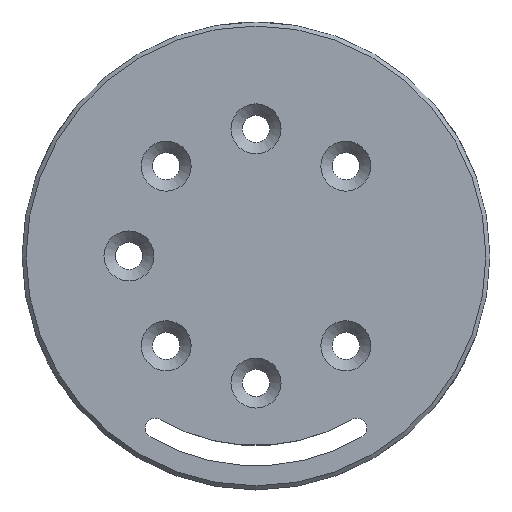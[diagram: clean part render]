
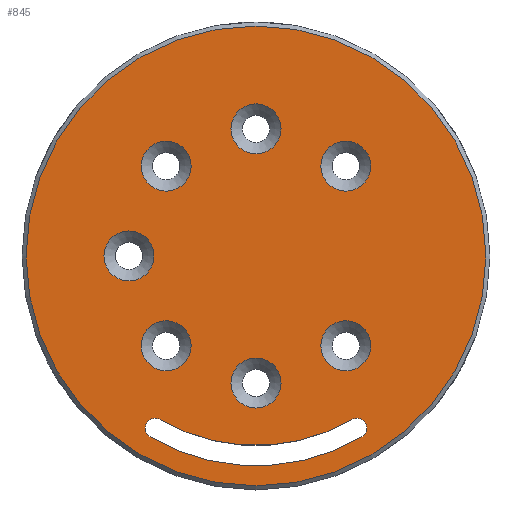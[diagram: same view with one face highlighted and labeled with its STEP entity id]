
A CAD part, top view. The second image highlights one B-rep face of the part: STEP entity #845.
In plain terms, the highlighted planar face has unit normal (0, 0, 1).
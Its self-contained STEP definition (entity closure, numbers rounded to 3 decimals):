
#2 = CARTESIAN_POINT ( 'NONE',  ( -8.037, -11.137, 7. ) ) ;
#8 = AXIS2_PLACEMENT_3D ( 'NONE', #278, #808, #817 ) ;
#13 = CARTESIAN_POINT ( 'NONE',  ( -12.65, 0., 7. ) ) ;
#20 = FACE_BOUND ( 'NONE', #1325, .T. ) ;
#28 = CARTESIAN_POINT ( 'NONE',  ( 28.5, 0., 7. ) ) ;
#36 = DIRECTION ( 'NONE',  ( 1., 0., 0. ) ) ;
#41 = DIRECTION ( 'NONE',  ( 1., 0., 0. ) ) ;
#45 = FACE_BOUND ( 'NONE', #171, .T. ) ;
#47 = EDGE_CURVE ( 'NONE', #881, #134, #301, .T. ) ;
#71 = AXIS2_PLACEMENT_3D ( 'NONE', #897, #247, #566 ) ;
#75 = ORIENTED_EDGE ( 'NONE', *, *, #47, .T. ) ;
#80 = EDGE_CURVE ( 'NONE', #855, #855, #1215, .T. ) ;
#92 = CARTESIAN_POINT ( 'NONE',  ( 14.237, 11.137, 7. ) ) ;
#100 = EDGE_CURVE ( 'NONE', #986, #1236, #1020, .T. ) ;
#103 = EDGE_LOOP ( 'NONE', ( #546, #1079, #713, #75 ) ) ;
#109 = EDGE_CURVE ( 'NONE', #963, #963, #542, .T. ) ;
#118 = ORIENTED_EDGE ( 'NONE', *, *, #1297, .F. ) ;
#134 = VERTEX_POINT ( 'NONE', #345 ) ;
#136 = EDGE_CURVE ( 'NONE', #406, #406, #424, .T. ) ;
#139 = CARTESIAN_POINT ( 'NONE',  ( 0., 15.75, 7. ) ) ;
#145 = EDGE_CURVE ( 'NONE', #302, #302, #641, .T. ) ;
#146 = DIRECTION ( 'NONE',  ( 0., 0., 1. ) ) ;
#147 = CIRCLE ( 'NONE', #1154, 28.5 ) ;
#149 = DIRECTION ( 'NONE',  ( 1., 0., 0. ) ) ;
#171 = EDGE_LOOP ( 'NONE', ( #495 ) ) ;
#178 = DIRECTION ( 'NONE',  ( 0., 0., 1. ) ) ;
#229 = CIRCLE ( 'NONE', #455, 3.1 ) ;
#230 = DIRECTION ( 'NONE',  ( 1., 0., 0. ) ) ;
#239 = CARTESIAN_POINT ( 'NONE',  ( -11.137, -11.137, 7. ) ) ;
#240 = EDGE_LOOP ( 'NONE', ( #742 ) ) ;
#246 = EDGE_CURVE ( 'NONE', #134, #986, #1270, .T. ) ;
#247 = DIRECTION ( 'NONE',  ( 0., 0., 1. ) ) ;
#249 = FACE_BOUND ( 'NONE', #792, .T. ) ;
#251 = DIRECTION ( 'NONE',  ( 0., 0., 1. ) ) ;
#267 = CARTESIAN_POINT ( 'NONE',  ( 13.131, -22.44, 7. ) ) ;
#268 = CARTESIAN_POINT ( 'NONE',  ( 12.5, -21.361, 7. ) ) ;
#278 = CARTESIAN_POINT ( 'NONE',  ( 11.137, -11.137, 7. ) ) ;
#293 = CARTESIAN_POINT ( 'NONE',  ( 0., 0., 7. ) ) ;
#301 = CIRCLE ( 'NONE', #71, 23.5 ) ;
#302 = VERTEX_POINT ( 'NONE', #849 ) ;
#304 = CIRCLE ( 'NONE', #1195, 1.25 ) ;
#328 = EDGE_LOOP ( 'NONE', ( #1393 ) ) ;
#345 = CARTESIAN_POINT ( 'NONE',  ( 11.869, -20.283, 7. ) ) ;
#351 = DIRECTION ( 'NONE',  ( -1., 0., 0. ) ) ;
#353 = FACE_BOUND ( 'NONE', #240, .T. ) ;
#354 = ORIENTED_EDGE ( 'NONE', *, *, #145, .F. ) ;
#371 = EDGE_CURVE ( 'NONE', #1067, #1067, #229, .T. ) ;
#406 = VERTEX_POINT ( 'NONE', #2 ) ;
#424 = CIRCLE ( 'NONE', #725, 3.1 ) ;
#433 = VERTEX_POINT ( 'NONE', #28 ) ;
#446 = DIRECTION ( 'NONE',  ( 0., 0., -1. ) ) ;
#455 = AXIS2_PLACEMENT_3D ( 'NONE', #1375, #178, #853 ) ;
#471 = FACE_BOUND ( 'NONE', #103, .T. ) ;
#495 = ORIENTED_EDGE ( 'NONE', *, *, #109, .F. ) ;
#498 = AXIS2_PLACEMENT_3D ( 'NONE', #687, #251, #1212 ) ;
#507 = CARTESIAN_POINT ( 'NONE',  ( -11.137, 11.137, 7. ) ) ;
#529 = AXIS2_PLACEMENT_3D ( 'NONE', #507, #574, #611 ) ;
#542 = CIRCLE ( 'NONE', #1263, 3.1 ) ;
#546 = ORIENTED_EDGE ( 'NONE', *, *, #246, .T. ) ;
#566 = DIRECTION ( 'NONE',  ( -1., 0., 0. ) ) ;
#570 = CIRCLE ( 'NONE', #498, 3.1 ) ;
#574 = DIRECTION ( 'NONE',  ( 0., 0., 1. ) ) ;
#584 = CARTESIAN_POINT ( 'NONE',  ( -11.869, -20.283, 7. ) ) ;
#586 = CARTESIAN_POINT ( 'NONE',  ( 0., 0., 7. ) ) ;
#611 = DIRECTION ( 'NONE',  ( 1., 0., 0. ) ) ;
#634 = CARTESIAN_POINT ( 'NONE',  ( 3.1, -15.75, 7. ) ) ;
#641 = CIRCLE ( 'NONE', #8, 3.1 ) ;
#654 = VERTEX_POINT ( 'NONE', #13 ) ;
#666 = DIRECTION ( 'NONE',  ( 0., 0., 1. ) ) ;
#687 = CARTESIAN_POINT ( 'NONE',  ( -15.75, 0., 7. ) ) ;
#707 = CIRCLE ( 'NONE', #529, 3.1 ) ;
#713 = ORIENTED_EDGE ( 'NONE', *, *, #1169, .T. ) ;
#725 = AXIS2_PLACEMENT_3D ( 'NONE', #239, #666, #1098 ) ;
#742 = ORIENTED_EDGE ( 'NONE', *, *, #136, .F. ) ;
#781 = ORIENTED_EDGE ( 'NONE', *, *, #1287, .T. ) ;
#785 = PLANE ( 'NONE',  #1221 ) ;
#792 = EDGE_LOOP ( 'NONE', ( #354 ) ) ;
#793 = CARTESIAN_POINT ( 'NONE',  ( -12.5, -21.361, 7. ) ) ;
#808 = DIRECTION ( 'NONE',  ( 0., 0., 1. ) ) ;
#817 = DIRECTION ( 'NONE',  ( 1., 0., 0. ) ) ;
#845 = ADVANCED_FACE ( 'NONE', ( #1232, #1150, #905, #249, #45, #353, #20, #889, #471 ), #785, .T. ) ;
#849 = CARTESIAN_POINT ( 'NONE',  ( 14.237, -11.137, 7. ) ) ;
#853 = DIRECTION ( 'NONE',  ( 1., 0., 0. ) ) ;
#855 = VERTEX_POINT ( 'NONE', #1158 ) ;
#864 = EDGE_LOOP ( 'NONE', ( #1217 ) ) ;
#877 = EDGE_LOOP ( 'NONE', ( #1279 ) ) ;
#881 = VERTEX_POINT ( 'NONE', #584 ) ;
#888 = CARTESIAN_POINT ( 'NONE',  ( 0., -15.75, 7. ) ) ;
#889 = FACE_BOUND ( 'NONE', #328, .T. ) ;
#897 = CARTESIAN_POINT ( 'NONE',  ( 0., 0., 7. ) ) ;
#898 = CARTESIAN_POINT ( 'NONE',  ( -8.037, 11.137, 7. ) ) ;
#905 = FACE_BOUND ( 'NONE', #864, .T. ) ;
#907 = CARTESIAN_POINT ( 'NONE',  ( -13.131, -22.44, 7. ) ) ;
#951 = EDGE_CURVE ( 'NONE', #1196, #1196, #707, .T. ) ;
#963 = VERTEX_POINT ( 'NONE', #634 ) ;
#977 = AXIS2_PLACEMENT_3D ( 'NONE', #139, #1105, #36 ) ;
#986 = VERTEX_POINT ( 'NONE', #267 ) ;
#989 = EDGE_LOOP ( 'NONE', ( #781 ) ) ;
#993 = CARTESIAN_POINT ( 'NONE',  ( 0., 0., 7. ) ) ;
#1020 = CIRCLE ( 'NONE', #1036, 26. ) ;
#1025 = DIRECTION ( 'NONE',  ( -1., 0., 0. ) ) ;
#1036 = AXIS2_PLACEMENT_3D ( 'NONE', #993, #446, #1194 ) ;
#1067 = VERTEX_POINT ( 'NONE', #92 ) ;
#1079 = ORIENTED_EDGE ( 'NONE', *, *, #100, .T. ) ;
#1098 = DIRECTION ( 'NONE',  ( 1., 0., 0. ) ) ;
#1105 = DIRECTION ( 'NONE',  ( 0., 0., 1. ) ) ;
#1150 = FACE_BOUND ( 'NONE', #877, .T. ) ;
#1154 = AXIS2_PLACEMENT_3D ( 'NONE', #586, #1207, #41 ) ;
#1158 = CARTESIAN_POINT ( 'NONE',  ( 3.1, 15.75, 7. ) ) ;
#1169 = EDGE_CURVE ( 'NONE', #1236, #881, #304, .T. ) ;
#1194 = DIRECTION ( 'NONE',  ( -1., 0., 0. ) ) ;
#1195 = AXIS2_PLACEMENT_3D ( 'NONE', #793, #1328, #351 ) ;
#1196 = VERTEX_POINT ( 'NONE', #898 ) ;
#1207 = DIRECTION ( 'NONE',  ( 0., 0., 1. ) ) ;
#1210 = DIRECTION ( 'NONE',  ( 0., 0., 1. ) ) ;
#1212 = DIRECTION ( 'NONE',  ( 1., 0., 0. ) ) ;
#1215 = CIRCLE ( 'NONE', #977, 3.1 ) ;
#1217 = ORIENTED_EDGE ( 'NONE', *, *, #371, .F. ) ;
#1221 = AXIS2_PLACEMENT_3D ( 'NONE', #293, #1210, #149 ) ;
#1232 = FACE_OUTER_BOUND ( 'NONE', #989, .T. ) ;
#1236 = VERTEX_POINT ( 'NONE', #907 ) ;
#1247 = DIRECTION ( 'NONE',  ( 0., 0., -1. ) ) ;
#1263 = AXIS2_PLACEMENT_3D ( 'NONE', #888, #146, #230 ) ;
#1270 = CIRCLE ( 'NONE', #1359, 1.25 ) ;
#1279 = ORIENTED_EDGE ( 'NONE', *, *, #80, .F. ) ;
#1287 = EDGE_CURVE ( 'NONE', #433, #433, #147, .T. ) ;
#1297 = EDGE_CURVE ( 'NONE', #654, #654, #570, .T. ) ;
#1325 = EDGE_LOOP ( 'NONE', ( #118 ) ) ;
#1328 = DIRECTION ( 'NONE',  ( 0., 0., -1. ) ) ;
#1359 = AXIS2_PLACEMENT_3D ( 'NONE', #268, #1247, #1025 ) ;
#1375 = CARTESIAN_POINT ( 'NONE',  ( 11.137, 11.137, 7. ) ) ;
#1393 = ORIENTED_EDGE ( 'NONE', *, *, #951, .F. ) ;
